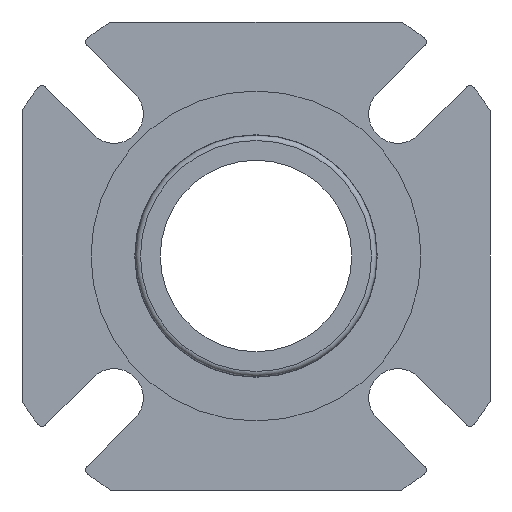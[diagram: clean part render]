
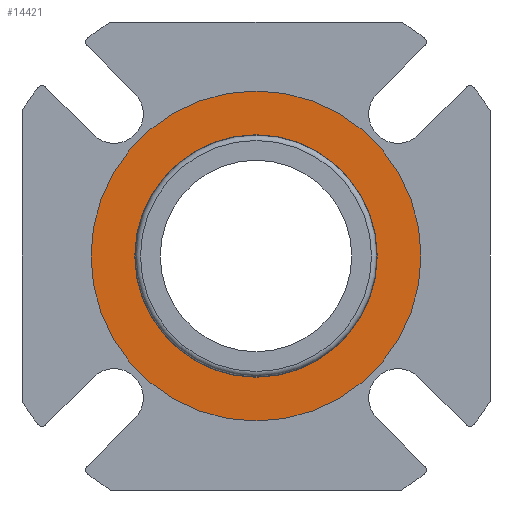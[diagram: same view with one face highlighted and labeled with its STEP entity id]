
A CAD part, left-side view. The second image highlights one B-rep face of the part: STEP entity #14421.
In plain terms, the highlighted planar face has unit normal (-1, 0, 0).
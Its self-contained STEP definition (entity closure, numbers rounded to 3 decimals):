
#2992=PLANE('',#15866);
#7271=ORIENTED_EDGE('',*,*,#9409,.T.);
#7272=ORIENTED_EDGE('',*,*,#9408,.T.);
#9408=EDGE_CURVE('',#10752,#10752,#11427,.T.);
#9409=EDGE_CURVE('',#10753,#10753,#11428,.T.);
#10752=VERTEX_POINT('',#28816);
#10753=VERTEX_POINT('',#28819);
#11427=CIRCLE('',#15865,49.25);
#11428=CIRCLE('',#15867,36.182);
#12342=EDGE_LOOP('',(#7271));
#12343=EDGE_LOOP('',(#7272));
#13266=FACE_BOUND('',#12342,.T.);
#13267=FACE_BOUND('',#12343,.T.);
#14421=ADVANCED_FACE('',(#13266,#13267),#2992,.F.);
#15865=AXIS2_PLACEMENT_3D('',#28815,#19737,#19738);
#15866=AXIS2_PLACEMENT_3D('',#28817,#19739,#19740);
#15867=AXIS2_PLACEMENT_3D('',#28818,#19741,#19742);
#19737=DIRECTION('',(-1.,0.,0.));
#19738=DIRECTION('',(0.,0.,1.));
#19739=DIRECTION('',(1.,0.,0.));
#19740=DIRECTION('',(0.,0.,-1.));
#19741=DIRECTION('',(1.,0.,0.));
#19742=DIRECTION('',(0.,0.,-1.));
#28815=CARTESIAN_POINT('',(0.127,0.,0.));
#28816=CARTESIAN_POINT('',(0.127,0.,49.25));
#28817=CARTESIAN_POINT('',(0.127,0.,49.25));
#28818=CARTESIAN_POINT('',(0.127,0.,0.));
#28819=CARTESIAN_POINT('',(0.127,0.,-36.182));
